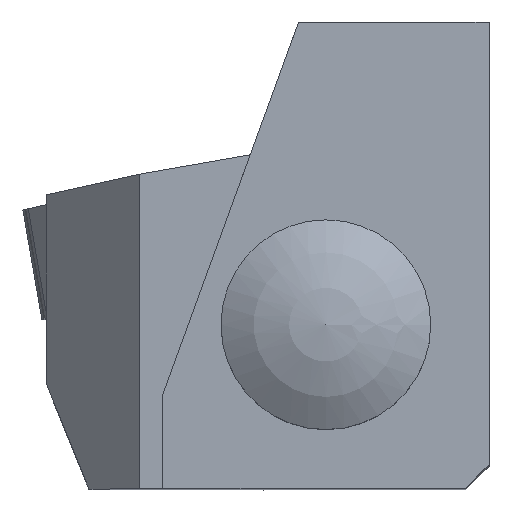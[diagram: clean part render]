
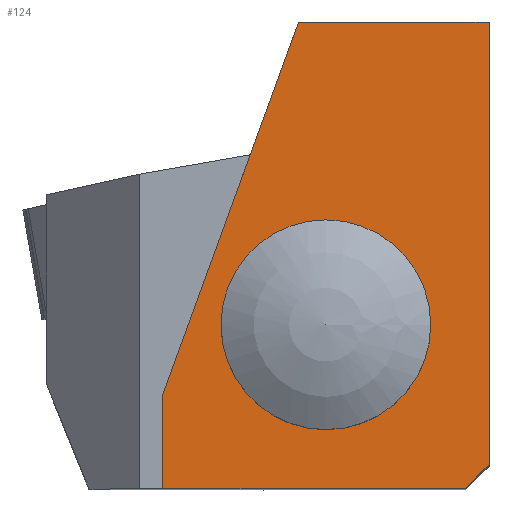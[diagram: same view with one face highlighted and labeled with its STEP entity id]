
A CAD part, top view. The second image highlights one B-rep face of the part: STEP entity #124.
In plain terms, the highlighted planar face has unit normal (0, 0, 1).
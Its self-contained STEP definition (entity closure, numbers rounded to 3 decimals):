
#95=PLANE('',#748);
#124=ADVANCED_FACE('',(#177,#178),#95,.T.);
#177=FACE_BOUND('',#198,.T.);
#178=FACE_BOUND('',#199,.T.);
#198=EDGE_LOOP('',(#409,#410,#411,#412,#413,#414));
#199=EDGE_LOOP('',(#415));
#247=CIRCLE('',#747,2.5);
#264=LINE('',#1069,#335);
#265=LINE('',#1072,#336);
#266=LINE('',#1074,#337);
#267=LINE('',#1076,#338);
#268=LINE('',#1078,#339);
#269=LINE('',#1080,#340);
#335=VECTOR('',#812,1.);
#336=VECTOR('',#813,1.);
#337=VECTOR('',#814,1.);
#338=VECTOR('',#815,1.);
#339=VECTOR('',#816,1.);
#340=VECTOR('',#817,1.);
#409=ORIENTED_EDGE('',*,*,#655,.T.);
#410=ORIENTED_EDGE('',*,*,#656,.T.);
#411=ORIENTED_EDGE('',*,*,#657,.T.);
#412=ORIENTED_EDGE('',*,*,#658,.T.);
#413=ORIENTED_EDGE('',*,*,#659,.T.);
#414=ORIENTED_EDGE('',*,*,#660,.T.);
#415=ORIENTED_EDGE('',*,*,#661,.T.);
#591=VERTEX_POINT('',#1070);
#592=VERTEX_POINT('',#1071);
#593=VERTEX_POINT('',#1073);
#594=VERTEX_POINT('',#1075);
#595=VERTEX_POINT('',#1077);
#596=VERTEX_POINT('',#1079);
#597=VERTEX_POINT('',#1082);
#655=EDGE_CURVE('',#591,#592,#264,.T.);
#656=EDGE_CURVE('',#592,#593,#265,.T.);
#657=EDGE_CURVE('',#593,#594,#266,.T.);
#658=EDGE_CURVE('',#594,#595,#267,.T.);
#659=EDGE_CURVE('',#595,#596,#268,.T.);
#660=EDGE_CURVE('',#596,#591,#269,.T.);
#661=EDGE_CURVE('',#597,#597,#247,.T.);
#747=AXIS2_PLACEMENT_3D('',#1081,#818,#819);
#748=AXIS2_PLACEMENT_3D('',#1083,#820,#821);
#812=DIRECTION('',(1.,0.,0.));
#813=DIRECTION('',(0.707,0.707,0.));
#814=DIRECTION('',(0.,1.,0.));
#815=DIRECTION('',(-1.,0.,0.));
#816=DIRECTION('',(-0.342,-0.94,0.));
#817=DIRECTION('',(0.,-1.,0.));
#818=DIRECTION('',(0.,0.,-1.));
#819=DIRECTION('',(1.,0.,0.));
#820=DIRECTION('',(0.,0.,1.));
#821=DIRECTION('',(0.,-1.,0.));
#1069=CARTESIAN_POINT('',(-14.,0.,0.));
#1070=CARTESIAN_POINT('',(-14.,0.,0.));
#1071=CARTESIAN_POINT('',(-1.,0.,0.));
#1072=CARTESIAN_POINT('',(-7.5,-6.5,0.));
#1073=CARTESIAN_POINT('',(0.,1.,0.));
#1074=CARTESIAN_POINT('',(0.,0.,0.));
#1075=CARTESIAN_POINT('',(0.,20.,0.));
#1076=CARTESIAN_POINT('',(0.,20.,0.));
#1077=CARTESIAN_POINT('',(-8.176,20.,0.));
#1078=CARTESIAN_POINT('',(-8.176,20.,0.));
#1079=CARTESIAN_POINT('',(-14.,4.,0.));
#1080=CARTESIAN_POINT('',(-14.,4.,0.));
#1081=CARTESIAN_POINT('',(-7.,7.,0.));
#1082=CARTESIAN_POINT('',(-4.5,7.,0.));
#1083=CARTESIAN_POINT('',(-14.,0.,0.));
